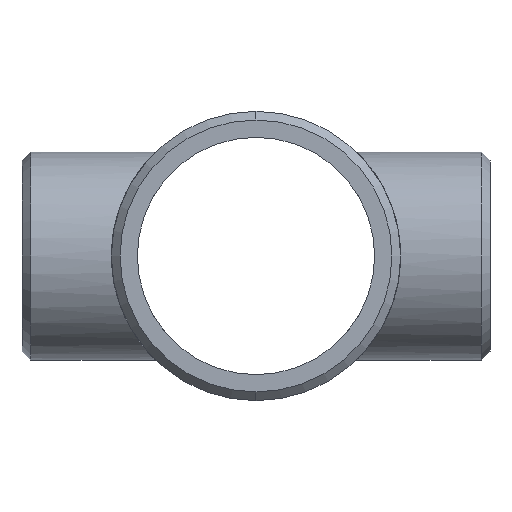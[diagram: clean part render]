
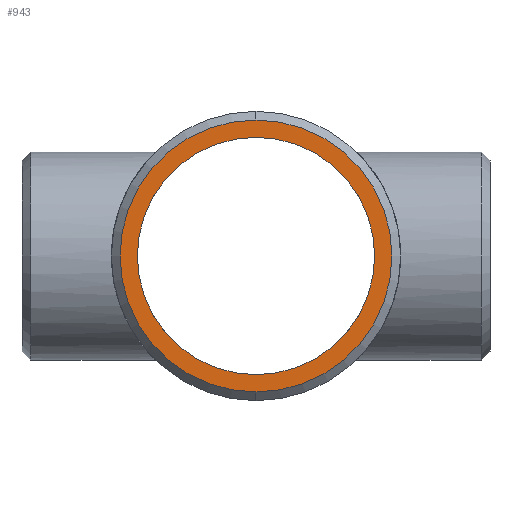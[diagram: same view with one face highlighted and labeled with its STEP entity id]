
A CAD part, left-side view. The second image highlights one B-rep face of the part: STEP entity #943.
In plain terms, the highlighted planar face has unit normal (-1, 0, 0).
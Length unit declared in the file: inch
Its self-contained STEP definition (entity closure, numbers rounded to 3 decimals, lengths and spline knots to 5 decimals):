
#5 = CARTESIAN_POINT ( 'NONE',  ( -4.88, 0., -2.2815 ) ) ;
#7 = AXIS2_PLACEMENT_3D ( 'NONE', #906, #306, #798 ) ;
#32 = DIRECTION ( 'NONE',  ( 1., 0., 0. ) ) ;
#48 = DIRECTION ( 'NONE',  ( 0., 0., 1. ) ) ;
#84 = CARTESIAN_POINT ( 'NONE',  ( -4.88, 0., 0. ) ) ;
#118 = AXIS2_PLACEMENT_3D ( 'NONE', #220, #528, #927 ) ;
#138 = AXIS2_PLACEMENT_3D ( 'NONE', #84, #415, #704 ) ;
#152 = CARTESIAN_POINT ( 'NONE',  ( -4.88, 0., 0. ) ) ;
#220 = CARTESIAN_POINT ( 'NONE',  ( -4.88, 0., 0. ) ) ;
#254 = CARTESIAN_POINT ( 'NONE',  ( -4.88, 0., 0. ) ) ;
#306 = DIRECTION ( 'NONE',  ( -1., 0., 0. ) ) ;
#346 = DIRECTION ( 'NONE',  ( 0., 0., 1. ) ) ;
#362 = DIRECTION ( 'NONE',  ( -1., 0., 0. ) ) ;
#400 = PLANE ( 'NONE',  #7 ) ;
#407 = EDGE_CURVE ( 'NONE', #535, #549, #736, .T. ) ;
#415 = DIRECTION ( 'NONE',  ( 1., 0., 0. ) ) ;
#463 = CARTESIAN_POINT ( 'NONE',  ( -4.88, 0., -2.61483 ) ) ;
#504 = FACE_OUTER_BOUND ( 'NONE', #1192, .T. ) ;
#528 = DIRECTION ( 'NONE',  ( -1., 0., 0. ) ) ;
#530 = CIRCLE ( 'NONE', #1259, 2.2815 ) ;
#535 = VERTEX_POINT ( 'NONE', #948 ) ;
#549 = VERTEX_POINT ( 'NONE', #463 ) ;
#566 = ORIENTED_EDGE ( 'NONE', *, *, #407, .T. ) ;
#576 = FACE_BOUND ( 'NONE', #1140, .T. ) ;
#588 = EDGE_CURVE ( 'NONE', #935, #1085, #530, .T. ) ;
#608 = EDGE_CURVE ( 'NONE', #549, #535, #1132, .T. ) ;
#676 = AXIS2_PLACEMENT_3D ( 'NONE', #152, #362, #48 ) ;
#704 = DIRECTION ( 'NONE',  ( 0., 0., 1. ) ) ;
#736 = CIRCLE ( 'NONE', #118, 2.61483 ) ;
#798 = DIRECTION ( 'NONE',  ( 0., 0., -1. ) ) ;
#849 = EDGE_CURVE ( 'NONE', #1085, #935, #1174, .T. ) ;
#864 = ORIENTED_EDGE ( 'NONE', *, *, #608, .T. ) ;
#906 = CARTESIAN_POINT ( 'NONE',  ( -4.88, 0., 0. ) ) ;
#924 = ORIENTED_EDGE ( 'NONE', *, *, #849, .T. ) ;
#927 = DIRECTION ( 'NONE',  ( 0., 0., 1. ) ) ;
#935 = VERTEX_POINT ( 'NONE', #1102 ) ;
#943 = ADVANCED_FACE ( 'NONE', ( #504, #576 ), #400, .T. ) ;
#948 = CARTESIAN_POINT ( 'NONE',  ( -4.88, 0., 2.61483 ) ) ;
#1085 = VERTEX_POINT ( 'NONE', #5 ) ;
#1102 = CARTESIAN_POINT ( 'NONE',  ( -4.88, 0., 2.2815 ) ) ;
#1132 = CIRCLE ( 'NONE', #676, 2.61483 ) ;
#1140 = EDGE_LOOP ( 'NONE', ( #1292, #924 ) ) ;
#1174 = CIRCLE ( 'NONE', #138, 2.2815 ) ;
#1192 = EDGE_LOOP ( 'NONE', ( #864, #566 ) ) ;
#1259 = AXIS2_PLACEMENT_3D ( 'NONE', #254, #32, #346 ) ;
#1292 = ORIENTED_EDGE ( 'NONE', *, *, #588, .T. ) ;
